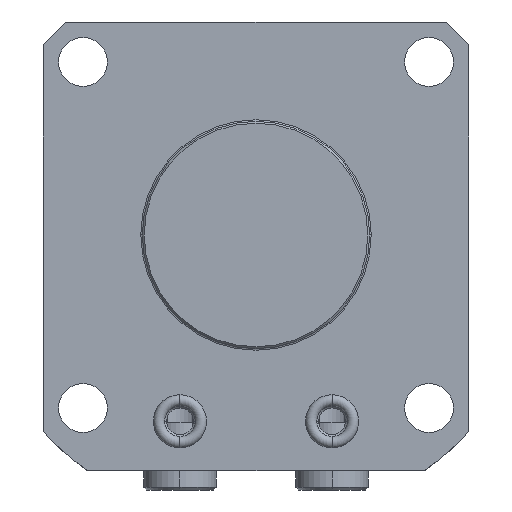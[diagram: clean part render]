
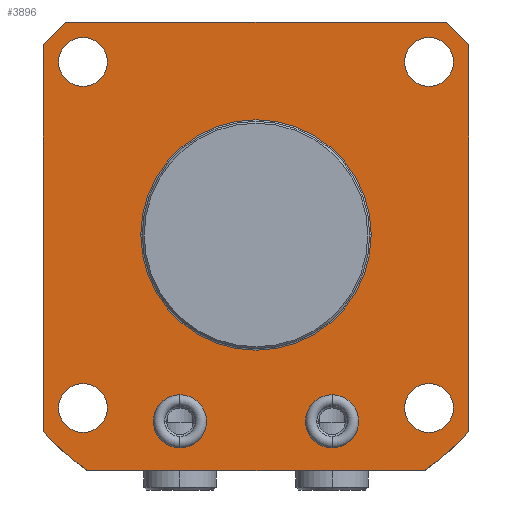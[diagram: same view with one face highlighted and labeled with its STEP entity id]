
A CAD part, front view. The second image highlights one B-rep face of the part: STEP entity #3896.
In plain terms, the highlighted planar face has unit normal (0, -1, 0).
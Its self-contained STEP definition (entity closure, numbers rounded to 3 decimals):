
#339=CARTESIAN_POINT('',(0.,0.,0.));
#340=DIRECTION('',(0.,1.,0.));
#341=DIRECTION('',(-1.,0.,0.));
#342=AXIS2_PLACEMENT_3D('',#339,#340,#341);
#347=CARTESIAN_POINT('',(0.,0.,0.));
#348=DIRECTION('',(0.,1.,0.));
#349=DIRECTION('',(1.,0.,0.));
#350=AXIS2_PLACEMENT_3D('',#347,#348,#349);
#355=DIRECTION('',(1.,0.,0.));
#356=VECTOR('',#355,88.599);
#357=CARTESIAN_POINT('',(-44.299,0.,-62.));
#358=LINE('',#357,#356);
#362=DIRECTION('',(0.,0.,-1.));
#363=VECTOR('',#362,101.676);
#364=CARTESIAN_POINT('',(-56.,0.,50.));
#365=LINE('',#364,#363);
#369=DIRECTION('',(-0.707,0.,-0.707));
#370=VECTOR('',#369,8.485);
#371=CARTESIAN_POINT('',(-50.,0.,56.));
#372=LINE('',#371,#370);
#376=DIRECTION('',(-1.,0.,0.));
#377=VECTOR('',#376,100.);
#378=CARTESIAN_POINT('',(50.,0.,56.));
#379=LINE('',#378,#377);
#383=DIRECTION('',(-0.707,0.,0.707));
#384=VECTOR('',#383,8.485);
#385=CARTESIAN_POINT('',(56.,0.,50.));
#386=LINE('',#385,#384);
#390=DIRECTION('',(0.,0.,1.));
#391=VECTOR('',#390,101.676);
#392=CARTESIAN_POINT('',(56.,0.,-51.676));
#393=LINE('',#392,#391);
#397=CARTESIAN_POINT('',(-45.5,0.,-45.5));
#398=DIRECTION('',(0.,1.,0.));
#399=DIRECTION('',(-1.,0.,0.));
#400=AXIS2_PLACEMENT_3D('',#397,#398,#399);
#405=CARTESIAN_POINT('',(-45.5,0.,-45.5));
#406=DIRECTION('',(0.,1.,0.));
#407=DIRECTION('',(1.,0.,0.));
#408=AXIS2_PLACEMENT_3D('',#405,#406,#407);
#413=CARTESIAN_POINT('',(45.5,0.,-45.5));
#414=DIRECTION('',(0.,1.,0.));
#415=DIRECTION('',(-1.,0.,0.));
#416=AXIS2_PLACEMENT_3D('',#413,#414,#415);
#421=CARTESIAN_POINT('',(45.5,0.,-45.5));
#422=DIRECTION('',(0.,1.,0.));
#423=DIRECTION('',(1.,0.,0.));
#424=AXIS2_PLACEMENT_3D('',#421,#422,#423);
#429=CARTESIAN_POINT('',(45.5,0.,45.5));
#430=DIRECTION('',(0.,1.,0.));
#431=DIRECTION('',(-1.,0.,0.));
#432=AXIS2_PLACEMENT_3D('',#429,#430,#431);
#437=CARTESIAN_POINT('',(45.5,0.,45.5));
#438=DIRECTION('',(0.,1.,0.));
#439=DIRECTION('',(1.,0.,0.));
#440=AXIS2_PLACEMENT_3D('',#437,#438,#439);
#445=CARTESIAN_POINT('',(-45.5,0.,45.5));
#446=DIRECTION('',(0.,1.,0.));
#447=DIRECTION('',(-1.,0.,0.));
#448=AXIS2_PLACEMENT_3D('',#445,#446,#447);
#453=CARTESIAN_POINT('',(-45.5,0.,45.5));
#454=DIRECTION('',(0.,1.,0.));
#455=DIRECTION('',(1.,0.,0.));
#456=AXIS2_PLACEMENT_3D('',#453,#454,#455);
#461=CARTESIAN_POINT('',(-20.,0.,-49.));
#462=DIRECTION('',(0.,-1.,0.));
#463=DIRECTION('',(-1.,0.,0.));
#464=AXIS2_PLACEMENT_3D('',#461,#462,#463);
#469=CARTESIAN_POINT('',(-20.,0.,-49.));
#470=DIRECTION('',(0.,-1.,0.));
#471=DIRECTION('',(1.,0.,0.));
#472=AXIS2_PLACEMENT_3D('',#469,#470,#471);
#477=CARTESIAN_POINT('',(20.,0.,-49.));
#478=DIRECTION('',(0.,1.,0.));
#479=DIRECTION('',(1.,0.,0.));
#480=AXIS2_PLACEMENT_3D('',#477,#478,#479);
#485=CARTESIAN_POINT('',(20.,0.,-49.));
#486=DIRECTION('',(0.,1.,0.));
#487=DIRECTION('',(-1.,0.,0.));
#488=AXIS2_PLACEMENT_3D('',#485,#486,#487);
#639=CARTESIAN_POINT('',(0.,0.,0.));
#640=DIRECTION('',(0.,-1.,0.));
#641=DIRECTION('',(0.581,0.,-0.814));
#642=AXIS2_PLACEMENT_3D('',#639,#640,#641);
#668=CARTESIAN_POINT('',(0.,0.,0.));
#669=DIRECTION('',(0.,-1.,0.));
#670=DIRECTION('',(-0.735,0.,-0.678));
#671=AXIS2_PLACEMENT_3D('',#668,#669,#670);
#3104=CARTESIAN_POINT('',(-44.299,0.,-62.));
#3105=CARTESIAN_POINT('',(44.299,0.,-62.));
#3106=VERTEX_POINT('',#3104);
#3107=VERTEX_POINT('',#3105);
#3108=CARTESIAN_POINT('',(56.,0.,-51.676));
#3109=CARTESIAN_POINT('',(56.,0.,50.));
#3110=VERTEX_POINT('',#3108);
#3111=VERTEX_POINT('',#3109);
#3116=CARTESIAN_POINT('',(-56.,0.,-51.676));
#3117=VERTEX_POINT('',#3116);
#3118=CARTESIAN_POINT('',(-51.9,0.,-45.5));
#3119=CARTESIAN_POINT('',(-39.1,0.,-45.5));
#3120=VERTEX_POINT('',#3118);
#3121=VERTEX_POINT('',#3119);
#3122=CARTESIAN_POINT('',(39.1,0.,-45.5));
#3123=CARTESIAN_POINT('',(51.9,0.,-45.5));
#3124=VERTEX_POINT('',#3122);
#3125=VERTEX_POINT('',#3123);
#3126=CARTESIAN_POINT('',(39.1,0.,45.5));
#3127=CARTESIAN_POINT('',(51.9,0.,45.5));
#3128=VERTEX_POINT('',#3126);
#3129=VERTEX_POINT('',#3127);
#3130=CARTESIAN_POINT('',(-51.9,0.,45.5));
#3131=CARTESIAN_POINT('',(-39.1,0.,45.5));
#3132=VERTEX_POINT('',#3130);
#3133=VERTEX_POINT('',#3131);
#3178=CARTESIAN_POINT('',(-30.285,0.,0.));
#3179=CARTESIAN_POINT('',(30.285,0.,0.));
#3180=VERTEX_POINT('',#3178);
#3181=VERTEX_POINT('',#3179);
#3266=CARTESIAN_POINT('',(-27.,0.,-49.));
#3267=CARTESIAN_POINT('',(-13.,0.,-49.));
#3268=VERTEX_POINT('',#3266);
#3269=VERTEX_POINT('',#3267);
#3294=CARTESIAN_POINT('',(27.,0.,-49.));
#3295=VERTEX_POINT('',#3294);
#3296=CARTESIAN_POINT('',(13.,0.,-49.));
#3297=VERTEX_POINT('',#3296);
#3506=CARTESIAN_POINT('',(50.,0.,56.));
#3507=VERTEX_POINT('',#3506);
#3508=CARTESIAN_POINT('',(-50.,0.,56.));
#3509=VERTEX_POINT('',#3508);
#3510=CARTESIAN_POINT('',(-56.,0.,50.));
#3511=VERTEX_POINT('',#3510);
#3833=CARTESIAN_POINT('',(0.,0.,0.));
#3834=DIRECTION('',(0.,-1.,0.));
#3835=DIRECTION('',(-1.,0.,0.));
#3836=AXIS2_PLACEMENT_3D('',#3833,#3834,#3835);
#3837=PLANE('',#3836);
#3839=ORIENTED_EDGE('',*,*,#3838,.F.);
#3841=ORIENTED_EDGE('',*,*,#3840,.F.);
#3843=ORIENTED_EDGE('',*,*,#3842,.F.);
#3845=ORIENTED_EDGE('',*,*,#3844,.F.);
#3847=ORIENTED_EDGE('',*,*,#3846,.F.);
#3849=ORIENTED_EDGE('',*,*,#3848,.F.);
#3851=ORIENTED_EDGE('',*,*,#3850,.F.);
#3853=ORIENTED_EDGE('',*,*,#3852,.F.);
#3854=EDGE_LOOP('',(#3839,#3841,#3843,#3845,#3847,#3849,#3851,#3853));
#3855=FACE_OUTER_BOUND('',#3854,.F.);
#3857=ORIENTED_EDGE('',*,*,#3856,.F.);
#3859=ORIENTED_EDGE('',*,*,#3858,.F.);
#3860=EDGE_LOOP('',(#3857,#3859));
#3861=FACE_BOUND('',#3860,.F.);
#3863=ORIENTED_EDGE('',*,*,#3862,.F.);
#3865=ORIENTED_EDGE('',*,*,#3864,.F.);
#3866=EDGE_LOOP('',(#3863,#3865));
#3867=FACE_BOUND('',#3866,.F.);
#3869=ORIENTED_EDGE('',*,*,#3868,.F.);
#3871=ORIENTED_EDGE('',*,*,#3870,.F.);
#3872=EDGE_LOOP('',(#3869,#3871));
#3873=FACE_BOUND('',#3872,.F.);
#3875=ORIENTED_EDGE('',*,*,#3874,.F.);
#3877=ORIENTED_EDGE('',*,*,#3876,.F.);
#3878=EDGE_LOOP('',(#3875,#3877));
#3879=FACE_BOUND('',#3878,.F.);
#3881=ORIENTED_EDGE('',*,*,#3880,.F.);
#3883=ORIENTED_EDGE('',*,*,#3882,.F.);
#3884=EDGE_LOOP('',(#3881,#3883));
#3885=FACE_BOUND('',#3884,.F.);
#3887=ORIENTED_EDGE('',*,*,#3886,.T.);
#3889=ORIENTED_EDGE('',*,*,#3888,.T.);
#3890=EDGE_LOOP('',(#3887,#3889));
#3891=FACE_BOUND('',#3890,.F.);
#3892=ORIENTED_EDGE('',*,*,#3550,.F.);
#3893=ORIENTED_EDGE('',*,*,#3568,.F.);
#3894=EDGE_LOOP('',(#3892,#3893));
#3895=FACE_BOUND('',#3894,.F.);
#343=CIRCLE('',#342,30.285);
#351=CIRCLE('',#350,30.285);
#401=CIRCLE('',#400,6.4);
#409=CIRCLE('',#408,6.4);
#417=CIRCLE('',#416,6.4);
#425=CIRCLE('',#424,6.4);
#433=CIRCLE('',#432,6.4);
#441=CIRCLE('',#440,6.4);
#449=CIRCLE('',#448,6.4);
#457=CIRCLE('',#456,6.4);
#465=CIRCLE('',#464,7.);
#473=CIRCLE('',#472,7.);
#481=CIRCLE('',#480,7.);
#489=CIRCLE('',#488,7.);
#643=CIRCLE('',#642,76.2);
#672=CIRCLE('',#671,76.2);
#3550=EDGE_CURVE('',#3295,#3297,#481,.T.);
#3568=EDGE_CURVE('',#3297,#3295,#489,.T.);
#3838=EDGE_CURVE('',#3106,#3107,#358,.T.);
#3840=EDGE_CURVE('',#3117,#3106,#672,.T.);
#3842=EDGE_CURVE('',#3511,#3117,#365,.T.);
#3844=EDGE_CURVE('',#3509,#3511,#372,.T.);
#3846=EDGE_CURVE('',#3507,#3509,#379,.T.);
#3848=EDGE_CURVE('',#3111,#3507,#386,.T.);
#3850=EDGE_CURVE('',#3110,#3111,#393,.T.);
#3852=EDGE_CURVE('',#3107,#3110,#643,.T.);
#3856=EDGE_CURVE('',#3180,#3181,#343,.T.);
#3858=EDGE_CURVE('',#3181,#3180,#351,.T.);
#3862=EDGE_CURVE('',#3120,#3121,#401,.T.);
#3864=EDGE_CURVE('',#3121,#3120,#409,.T.);
#3868=EDGE_CURVE('',#3124,#3125,#417,.T.);
#3870=EDGE_CURVE('',#3125,#3124,#425,.T.);
#3874=EDGE_CURVE('',#3128,#3129,#433,.T.);
#3876=EDGE_CURVE('',#3129,#3128,#441,.T.);
#3880=EDGE_CURVE('',#3132,#3133,#449,.T.);
#3882=EDGE_CURVE('',#3133,#3132,#457,.T.);
#3886=EDGE_CURVE('',#3268,#3269,#465,.T.);
#3888=EDGE_CURVE('',#3269,#3268,#473,.T.);
#3896=ADVANCED_FACE('',(#3855,#3861,#3867,#3873,#3879,#3885,#3891,#3895),#3837,
.T.);
